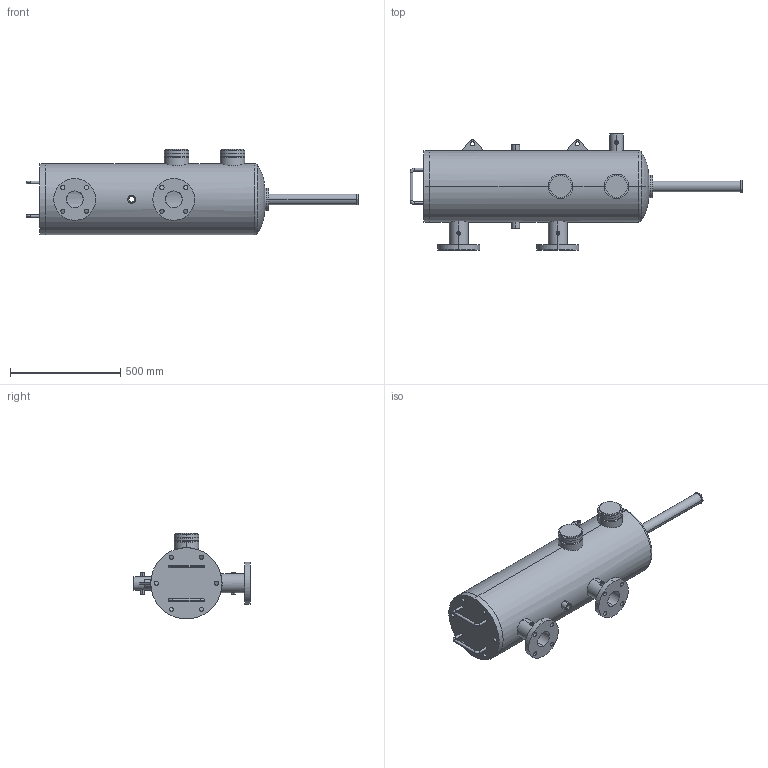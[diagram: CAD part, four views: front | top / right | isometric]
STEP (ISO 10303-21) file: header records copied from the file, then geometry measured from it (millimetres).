
FILE_DESCRIPTION (( 'STEP AP203' ), '1' );
FILE_NAME ('A3-180.STEP', '2020-07-24T12:17:46', ( '' ), ( '' ), 'SwSTEP 2.0', 'SolidWorks 2018', '' );
FILE_SCHEMA (( 'CONFIG_CONTROL_DESIGN' ));
Length unit declared in the file: inch
Products named in the file (1): A3-180
Bounding box: 1508.51 x 527.3 x 390.52 mm (x, y, z)
Volume: 9818233.2 mm3; surface area: 2900082.6 mm2
Topology: 8 solids, 8 shells, 257 faces, 652 edges, 424 vertices
Faces by surface type: cylinder 184, plane 57, torus 16
Entity records: 10651 total; most frequent: CARTESIAN_POINT 3998, DIRECTION 1432, ORIENTED_EDGE 1304, EDGE_CURVE 652, AXIS2_PLACEMENT_3D 598, VERTEX_POINT 424, EDGE_LOOP 372, CIRCLE 340
